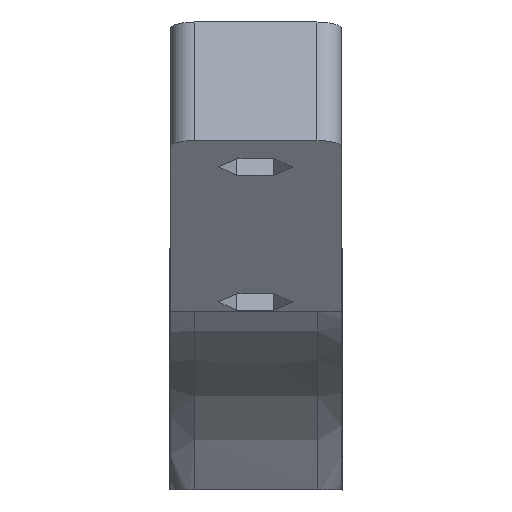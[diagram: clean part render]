
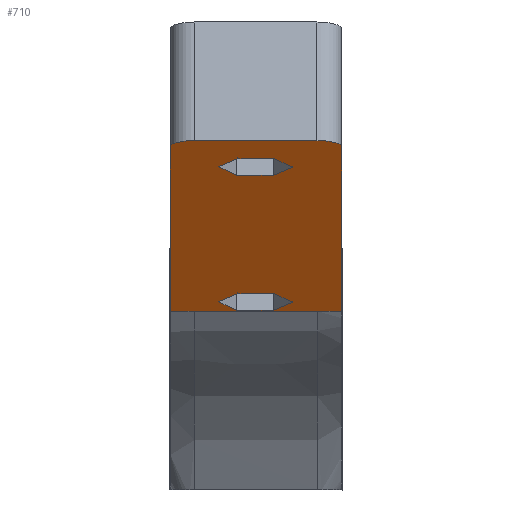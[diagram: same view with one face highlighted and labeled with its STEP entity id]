
A CAD part, left-side view. The second image highlights one B-rep face of the part: STEP entity #710.
In plain terms, the highlighted planar face has unit normal (-0.259, 0, -0.966).
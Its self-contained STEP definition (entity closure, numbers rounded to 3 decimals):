
#19=B_SPLINE_CURVE_WITH_KNOTS('',3,(#1113,#1114,#1115,#1116),
 .UNSPECIFIED.,.F.,.F.,(4,4),(4.508,6.016),
 .UNSPECIFIED.);
#21=B_SPLINE_CURVE_WITH_KNOTS('',3,(#1184,#1185,#1186,#1187),
 .UNSPECIFIED.,.F.,.F.,(4,4),(-21.106,-20.815),
 .UNSPECIFIED.);
#23=B_SPLINE_CURVE_WITH_KNOTS('',3,(#1244,#1245,#1246,#1247),
 .UNSPECIFIED.,.F.,.F.,(4,4),(-21.403,-21.11),
 .UNSPECIFIED.);
#53=FACE_BOUND('',#157,.T.);
#54=FACE_BOUND('',#158,.T.);
#68=CIRCLE('',#768,3.);
#73=CIRCLE('',#781,3.);
#109=FACE_OUTER_BOUND('',#156,.T.);
#156=EDGE_LOOP('',(#596,#597,#598,#599,#600,#601,#602,#603));
#157=EDGE_LOOP('',(#604,#605,#606,#607,#608,#609));
#158=EDGE_LOOP('',(#610,#611,#612,#613,#614,#615));
#169=LINE('',#993,#231);
#173=LINE('',#1001,#235);
#176=LINE('',#1007,#238);
#179=LINE('',#1013,#241);
#182=LINE('',#1019,#244);
#185=LINE('',#1024,#247);
#187=LINE('',#1032,#249);
#191=LINE('',#1040,#253);
#194=LINE('',#1046,#256);
#197=LINE('',#1052,#259);
#200=LINE('',#1058,#262);
#203=LINE('',#1063,#265);
#209=LINE('',#1273,#271);
#217=LINE('',#1296,#279);
#222=LINE('',#1315,#284);
#231=VECTOR('',#801,10.);
#235=VECTOR('',#807,10.);
#238=VECTOR('',#812,10.);
#241=VECTOR('',#817,10.);
#244=VECTOR('',#822,10.);
#247=VECTOR('',#827,10.);
#249=VECTOR('',#835,10.);
#253=VECTOR('',#841,10.);
#256=VECTOR('',#846,10.);
#259=VECTOR('',#851,10.);
#262=VECTOR('',#856,10.);
#265=VECTOR('',#861,10.);
#271=VECTOR('',#907,10.);
#279=VECTOR('',#931,10.);
#284=VECTOR('',#952,10.);
#293=VERTEX_POINT('',#991);
#294=VERTEX_POINT('',#992);
#297=VERTEX_POINT('',#1000);
#299=VERTEX_POINT('',#1006);
#301=VERTEX_POINT('',#1012);
#303=VERTEX_POINT('',#1018);
#306=VERTEX_POINT('',#1030);
#307=VERTEX_POINT('',#1031);
#310=VERTEX_POINT('',#1039);
#312=VERTEX_POINT('',#1045);
#314=VERTEX_POINT('',#1051);
#316=VERTEX_POINT('',#1057);
#325=VERTEX_POINT('',#1106);
#328=VERTEX_POINT('',#1111);
#330=VERTEX_POINT('',#1168);
#332=VERTEX_POINT('',#1229);
#339=VERTEX_POINT('',#1272);
#341=VERTEX_POINT('',#1278);
#346=VERTEX_POINT('',#1293);
#352=VERTEX_POINT('',#1311);
#359=EDGE_CURVE('',#293,#294,#169,.T.);
#363=EDGE_CURVE('',#297,#293,#173,.T.);
#366=EDGE_CURVE('',#299,#297,#176,.T.);
#369=EDGE_CURVE('',#301,#299,#179,.T.);
#372=EDGE_CURVE('',#303,#301,#182,.T.);
#375=EDGE_CURVE('',#294,#303,#185,.T.);
#378=EDGE_CURVE('',#306,#307,#187,.T.);
#382=EDGE_CURVE('',#310,#306,#191,.T.);
#385=EDGE_CURVE('',#312,#310,#194,.T.);
#388=EDGE_CURVE('',#314,#312,#197,.T.);
#391=EDGE_CURVE('',#316,#314,#200,.T.);
#394=EDGE_CURVE('',#307,#316,#203,.T.);
#408=EDGE_CURVE('',#328,#325,#19,.T.);
#411=EDGE_CURVE('',#325,#330,#21,.T.);
#413=EDGE_CURVE('',#332,#328,#23,.T.);
#422=EDGE_CURVE('',#339,#330,#209,.T.);
#425=EDGE_CURVE('',#339,#341,#68,.T.);
#434=EDGE_CURVE('',#346,#341,#217,.T.);
#442=EDGE_CURVE('',#346,#352,#73,.T.);
#444=EDGE_CURVE('',#332,#352,#222,.T.);
#596=ORIENTED_EDGE('',*,*,#413,.F.);
#597=ORIENTED_EDGE('',*,*,#444,.T.);
#598=ORIENTED_EDGE('',*,*,#442,.F.);
#599=ORIENTED_EDGE('',*,*,#434,.T.);
#600=ORIENTED_EDGE('',*,*,#425,.F.);
#601=ORIENTED_EDGE('',*,*,#422,.T.);
#602=ORIENTED_EDGE('',*,*,#411,.F.);
#603=ORIENTED_EDGE('',*,*,#408,.F.);
#604=ORIENTED_EDGE('',*,*,#359,.T.);
#605=ORIENTED_EDGE('',*,*,#375,.T.);
#606=ORIENTED_EDGE('',*,*,#372,.T.);
#607=ORIENTED_EDGE('',*,*,#369,.T.);
#608=ORIENTED_EDGE('',*,*,#366,.T.);
#609=ORIENTED_EDGE('',*,*,#363,.T.);
#610=ORIENTED_EDGE('',*,*,#378,.T.);
#611=ORIENTED_EDGE('',*,*,#394,.T.);
#612=ORIENTED_EDGE('',*,*,#391,.T.);
#613=ORIENTED_EDGE('',*,*,#388,.T.);
#614=ORIENTED_EDGE('',*,*,#385,.T.);
#615=ORIENTED_EDGE('',*,*,#382,.T.);
#676=PLANE('',#783);
#710=ADVANCED_FACE('',(#109,#53,#54),#676,.F.);
#768=AXIS2_PLACEMENT_3D('',#1279,#912,#913);
#781=AXIS2_PLACEMENT_3D('',#1312,#947,#948);
#783=AXIS2_PLACEMENT_3D('',#1316,#953,#954);
#801=DIRECTION('',(-0.825,-0.52,0.221));
#807=DIRECTION('',(-0.847,0.48,0.227));
#812=DIRECTION('',(-0.022,1.,0.006));
#817=DIRECTION('',(0.825,0.52,-0.221));
#822=DIRECTION('',(0.847,-0.48,-0.227));
#827=DIRECTION('',(0.022,-1.,-0.006));
#835=DIRECTION('',(-0.847,0.48,0.227));
#841=DIRECTION('',(-0.022,1.,0.006));
#846=DIRECTION('',(0.825,0.52,-0.221));
#851=DIRECTION('',(0.847,-0.48,-0.227));
#856=DIRECTION('',(0.022,-1.,-0.006));
#861=DIRECTION('',(-0.825,-0.52,0.221));
#907=DIRECTION('',(0.966,0.,-0.259));
#912=DIRECTION('center_axis',(0.259,0.,0.966));
#913=DIRECTION('ref_axis',(0.,1.,0.));
#931=DIRECTION('',(0.,1.,0.));
#947=DIRECTION('center_axis',(0.259,0.,0.966));
#948=DIRECTION('ref_axis',(-0.683,-0.707,0.183));
#952=DIRECTION('',(-0.966,0.,0.259));
#953=DIRECTION('center_axis',(0.259,0.,0.966));
#954=DIRECTION('ref_axis',(0.,1.,0.));
#991=CARTESIAN_POINT('',(-83.693,4.549,99.194));
#992=CARTESIAN_POINT('',(-87.412,2.207,100.19));
#993=CARTESIAN_POINT('',(-61.367,18.609,93.211));
#1000=CARTESIAN_POINT('',(-79.88,2.389,98.172));
#1001=CARTESIAN_POINT('',(-56.281,-10.981,91.849));
#1006=CARTESIAN_POINT('',(-79.781,-2.11,98.145));
#1007=CARTESIAN_POINT('',(-79.788,-1.781,98.147));
#1012=CARTESIAN_POINT('',(-83.494,-4.449,99.14));
#1013=CARTESIAN_POINT('',(-59.311,10.781,92.661));
#1018=CARTESIAN_POINT('',(-87.313,-2.285,100.164));
#1019=CARTESIAN_POINT('',(-61.804,-16.737,93.329));
#1024=CARTESIAN_POINT('',(-87.37,0.288,100.179));
#1030=CARTESIAN_POINT('',(-18.273,2.389,81.664));
#1031=CARTESIAN_POINT('',(-22.086,4.549,82.686));
#1032=CARTESIAN_POINT('',(-18.378,2.449,81.693));
#1039=CARTESIAN_POINT('',(-18.173,-2.11,81.638));
#1040=CARTESIAN_POINT('',(-18.197,-1.051,81.644));
#1045=CARTESIAN_POINT('',(-21.887,-4.449,82.633));
#1046=CARTESIAN_POINT('',(-20.187,-3.379,82.177));
#1051=CARTESIAN_POINT('',(-25.705,-2.285,83.656));
#1052=CARTESIAN_POINT('',(-23.902,-3.307,83.173));
#1057=CARTESIAN_POINT('',(-25.805,2.207,83.683));
#1058=CARTESIAN_POINT('',(-25.779,1.018,83.676));
#1063=CARTESIAN_POINT('',(-22.243,4.45,82.728));
#1106=CARTESIAN_POINT('',(-17.775,7.553,81.531));
#1111=CARTESIAN_POINT('',(-17.779,-7.518,81.532));
#1113=CARTESIAN_POINT('Ctrl Pts',(-17.779,-7.518,81.532));
#1114=CARTESIAN_POINT('Ctrl Pts',(-17.778,-2.495,81.532));
#1115=CARTESIAN_POINT('Ctrl Pts',(-17.776,2.529,81.531));
#1116=CARTESIAN_POINT('Ctrl Pts',(-17.775,7.553,81.531));
#1168=CARTESIAN_POINT('',(-17.653,10.469,81.498));
#1184=CARTESIAN_POINT('Ctrl Pts',(-17.775,7.553,81.531));
#1185=CARTESIAN_POINT('Ctrl Pts',(-17.775,8.524,81.531));
#1186=CARTESIAN_POINT('Ctrl Pts',(-17.734,9.497,81.52));
#1187=CARTESIAN_POINT('Ctrl Pts',(-17.653,10.468,81.498));
#1229=CARTESIAN_POINT('',(-17.658,-10.451,81.5));
#1244=CARTESIAN_POINT('Ctrl Pts',(-17.656,-10.451,81.499));
#1245=CARTESIAN_POINT('Ctrl Pts',(-17.738,-9.473,81.521));
#1246=CARTESIAN_POINT('Ctrl Pts',(-17.78,-8.494,81.532));
#1247=CARTESIAN_POINT('Ctrl Pts',(-17.779,-7.518,81.532));
#1272=CARTESIAN_POINT('',(-92.753,10.469,101.621));
#1273=CARTESIAN_POINT('',(-92.753,10.469,101.621));
#1278=CARTESIAN_POINT('',(-95.65,7.469,102.398));
#1279=CARTESIAN_POINT('Origin',(-92.753,7.469,101.621));
#1293=CARTESIAN_POINT('',(-95.65,-7.451,102.398));
#1296=CARTESIAN_POINT('',(-95.65,-7.531,102.398));
#1311=CARTESIAN_POINT('',(-92.753,-10.451,101.621));
#1312=CARTESIAN_POINT('Origin',(-92.753,-7.451,101.621));
#1315=CARTESIAN_POINT('',(-56.29,-10.451,91.851));
#1316=CARTESIAN_POINT('Origin',(-19.827,-0.031,82.081));
